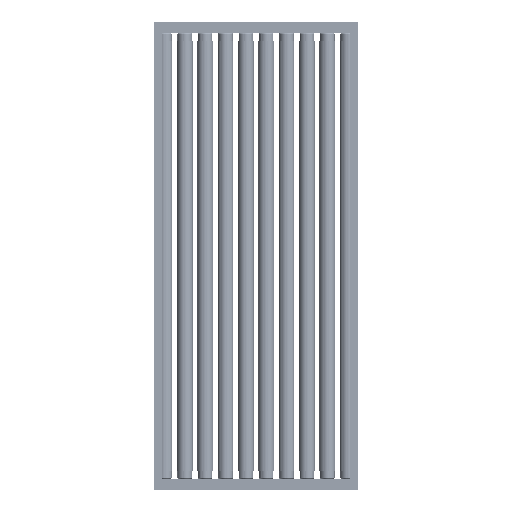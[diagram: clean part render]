
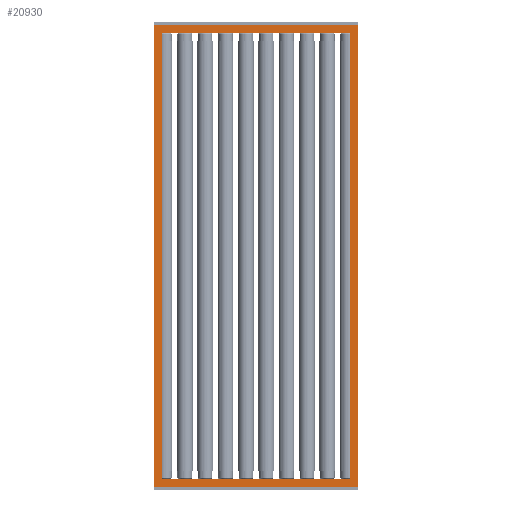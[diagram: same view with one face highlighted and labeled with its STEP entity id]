
A CAD part, left-side view. The second image highlights one B-rep face of the part: STEP entity #20930.
In plain terms, the highlighted planar face has unit normal (-1, 0, 0).
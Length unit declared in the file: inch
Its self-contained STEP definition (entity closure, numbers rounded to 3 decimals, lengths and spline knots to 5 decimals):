
#808=FACE_BOUND('',#7963,.T.);
#1264=PLANE('',#23156);
#3064=LINE('',#35339,#4885);
#3067=LINE('',#35345,#4888);
#3070=LINE('',#35351,#4891);
#3073=LINE('',#35355,#4894);
#3076=LINE('',#35363,#4897);
#3079=LINE('',#35369,#4900);
#3082=LINE('',#35375,#4903);
#3085=LINE('',#35379,#4906);
#4885=VECTOR('',#29349,0.3937);
#4888=VECTOR('',#29354,0.3937);
#4891=VECTOR('',#29359,0.3937);
#4894=VECTOR('',#29364,0.3937);
#4897=VECTOR('',#29369,0.3937);
#4900=VECTOR('',#29374,0.3937);
#4903=VECTOR('',#29379,0.3937);
#4906=VECTOR('',#29384,0.3937);
#6454=FACE_OUTER_BOUND('',#7962,.T.);
#7962=EDGE_LOOP('',(#19908,#19909,#19910,#19911));
#7963=EDGE_LOOP('',(#19912,#19913,#19914,#19915));
#11046=VERTEX_POINT('',#35336);
#11047=VERTEX_POINT('',#35338);
#11049=VERTEX_POINT('',#35344);
#11051=VERTEX_POINT('',#35350);
#11054=VERTEX_POINT('',#35360);
#11055=VERTEX_POINT('',#35362);
#11057=VERTEX_POINT('',#35368);
#11059=VERTEX_POINT('',#35374);
#13990=EDGE_CURVE('',#11047,#11046,#3064,.T.);
#13993=EDGE_CURVE('',#11049,#11047,#3067,.T.);
#13996=EDGE_CURVE('',#11051,#11049,#3070,.T.);
#13999=EDGE_CURVE('',#11046,#11051,#3073,.T.);
#14002=EDGE_CURVE('',#11055,#11054,#3076,.T.);
#14005=EDGE_CURVE('',#11057,#11055,#3079,.T.);
#14008=EDGE_CURVE('',#11059,#11057,#3082,.T.);
#14011=EDGE_CURVE('',#11054,#11059,#3085,.T.);
#19908=ORIENTED_EDGE('',*,*,#14011,.T.);
#19909=ORIENTED_EDGE('',*,*,#14008,.T.);
#19910=ORIENTED_EDGE('',*,*,#14005,.T.);
#19911=ORIENTED_EDGE('',*,*,#14002,.T.);
#19912=ORIENTED_EDGE('',*,*,#13999,.T.);
#19913=ORIENTED_EDGE('',*,*,#13996,.T.);
#19914=ORIENTED_EDGE('',*,*,#13993,.T.);
#19915=ORIENTED_EDGE('',*,*,#13990,.T.);
#20930=ADVANCED_FACE('',(#6454,#808),#1264,.T.);
#23156=AXIS2_PLACEMENT_3D('',#35381,#29387,#29388);
#29349=DIRECTION('',(0.,0.,1.));
#29354=DIRECTION('',(0.,1.,0.));
#29359=DIRECTION('',(0.,0.,-1.));
#29364=DIRECTION('',(0.,-1.,0.));
#29369=DIRECTION('',(0.,0.,1.));
#29374=DIRECTION('',(0.,-1.,0.));
#29379=DIRECTION('',(0.,0.,-1.));
#29384=DIRECTION('',(0.,1.,0.));
#29387=DIRECTION('center_axis',(-1.,0.,0.));
#29388=DIRECTION('ref_axis',(0.,0.,1.));
#35336=CARTESIAN_POINT('',(-0.125,9.6,-0.4));
#35338=CARTESIAN_POINT('',(-0.125,9.6,-22.35));
#35339=CARTESIAN_POINT('',(-0.125,9.6,-22.35));
#35344=CARTESIAN_POINT('',(-0.125,0.4,-22.35));
#35345=CARTESIAN_POINT('',(-0.125,0.4,-22.35));
#35350=CARTESIAN_POINT('',(-0.125,0.4,-0.4));
#35351=CARTESIAN_POINT('',(-0.125,0.4,-0.4));
#35355=CARTESIAN_POINT('',(-0.125,9.6,-0.4));
#35360=CARTESIAN_POINT('',(-0.125,0.,0.));
#35362=CARTESIAN_POINT('',(-0.125,0.,-22.75));
#35363=CARTESIAN_POINT('',(-0.125,0.,0.));
#35368=CARTESIAN_POINT('',(-0.125,10.,-22.75));
#35369=CARTESIAN_POINT('',(-0.125,0.,-22.75));
#35374=CARTESIAN_POINT('',(-0.125,10.,0.));
#35375=CARTESIAN_POINT('',(-0.125,10.,-22.75));
#35379=CARTESIAN_POINT('',(-0.125,10.,0.));
#35381=CARTESIAN_POINT('Origin',(-0.125,5.,-11.375));
